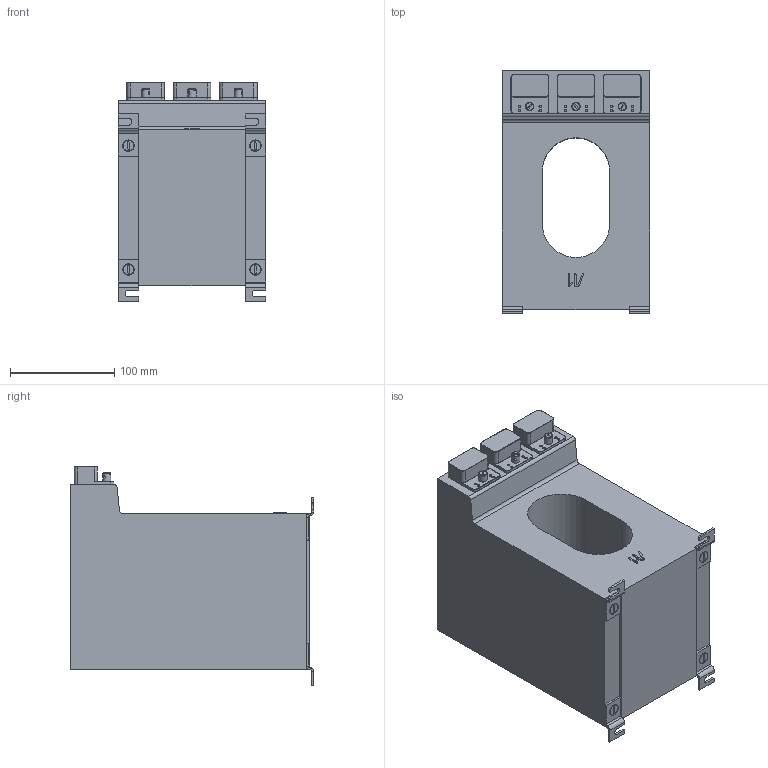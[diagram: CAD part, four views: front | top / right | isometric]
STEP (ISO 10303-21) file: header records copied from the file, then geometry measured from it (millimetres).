
FILE_DESCRIPTION(('STEP AP242'), '1');
FILE_NAME('ﾀﾄﾘﾏ.1.765.011ﾃﾗ ﾒﾘ-ﾝﾊ-0,66 ﾌ11', '', ('UNSPECIFIED'), ('UNSPECIFIED'), 'C3D Converter', 'C3D Toolkit', '');
FILE_SCHEMA(('AP242_MANAGED_MODEL_BASED_3D_ENGINEERING_MIM_LF { 1 0 10303 442 1 1 4 }'));
Length unit declared in the file: millimetre
Products named in the file (19): Втулка ЭК.8.211.004
Assembly tree (38 placements, depth 3):
  (unnamed)
    (unnamed)
    (unnamed)
    (unnamed)
    (unnamed)
    (unnamed)  x4
    (unnamed)  x3
    (unnamed)  x3
    (unnamed)  x2
    (unnamed)
    Втулка ЭК.8.211.004  x3
    Втулка ЭК.8.211.004  x3
    (unnamed)  x2
    (unnamed)  x2
    (unnamed)  x2
    (unnamed)  x6
      (unnamed)
      (unnamed)
      (unnamed)
Bounding box: 142 x 234 x 210 mm (x, y, z)
Volume: 4483916.8 mm3; surface area: 323666.6 mm2
Topology: 47 solids, 47 shells, 1919 faces, 4829 edges, 3044 vertices
Faces by surface type: cylinder 909, plane 795, torus 135, cone 68, bspline 6, sphere 6
Full cylindrical faces by diameter (mm): 2 x12, 2.5 x3, 4 x6, 4.134 x3, 4.917 x10, 5 x3, 5.5 x3, 6 x19, 6.4 x6, 8 x10, 9 x6, 10 x20, 12 x6
Entity records: 53161 total; most frequent: CARTESIAN_POINT 9810, DIRECTION 7484, ORIENTED_EDGE 6774, EDGE_CURVE 3387, AXIS2_PLACEMENT_3D 2829, VERTEX_POINT 2241, LINE 1826, VECTOR 1826
